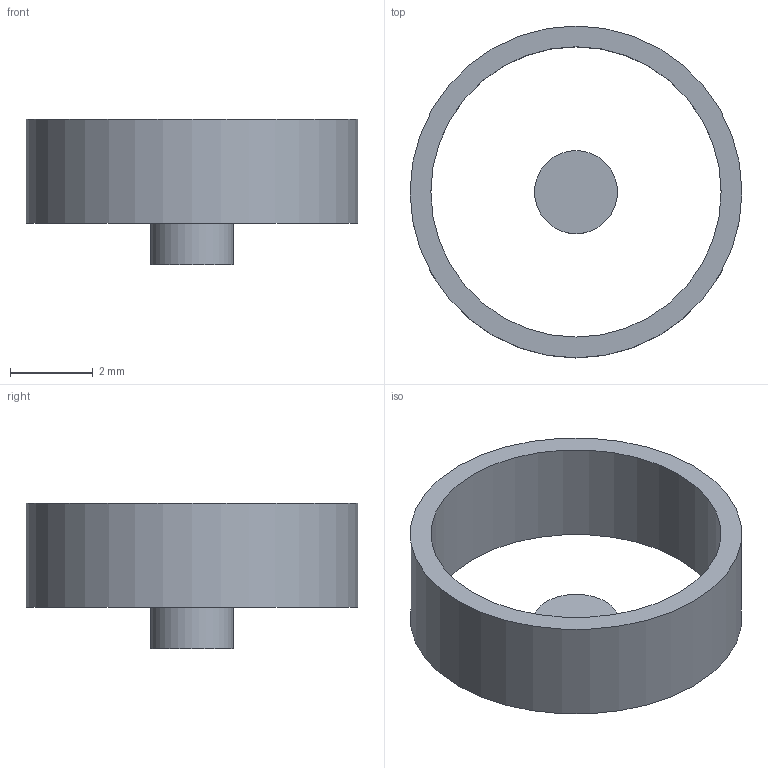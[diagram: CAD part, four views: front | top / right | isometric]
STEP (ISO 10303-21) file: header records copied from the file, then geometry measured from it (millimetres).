
FILE_DESCRIPTION ('Wheels terrestrial with a size of: 8.0 cm ','2;1');
FILE_NAME('KittyCAD Text to CAD model','2024-01-10T17:47:44',('Author'),('KittyCAD'),'KittyCAD Text to CAD','text-to-cad.kittycad.io','Unknown');
FILE_SCHEMA(('AUTOMOTIVE_DESIGN { 1 0 10303 214 1 1 1 1 }'));
Length unit declared in the file: millimetre
Products named in the file (4): KittyCAD Text to CAD
Assembly tree (3 placements, depth 3):
  KittyCAD Text to CAD
    KittyCAD Text to CAD
      KittyCAD Text to CAD
      KittyCAD Text to CAD
Bounding box: 8 x 8 x 3.5 mm (x, y, z)
Volume: 32.6 mm3; surface area: 153.9 mm2
Topology: 2 solids, 2 shells, 7 faces, 9 edges, 6 vertices
Faces by surface type: plane 4, cylinder 3
Full cylindrical faces by diameter (mm): 2 x1, 7 x1, 8 x1
Entity records: 332 total; most frequent: DIRECTION 55, CARTESIAN_POINT 44, ORIENTED_EDGE 18, PCURVE 18, DEFINITIONAL_REPRESENTATION 18, AXIS2_PLACEMENT_3D 17, LINE 15, VECTOR 15
